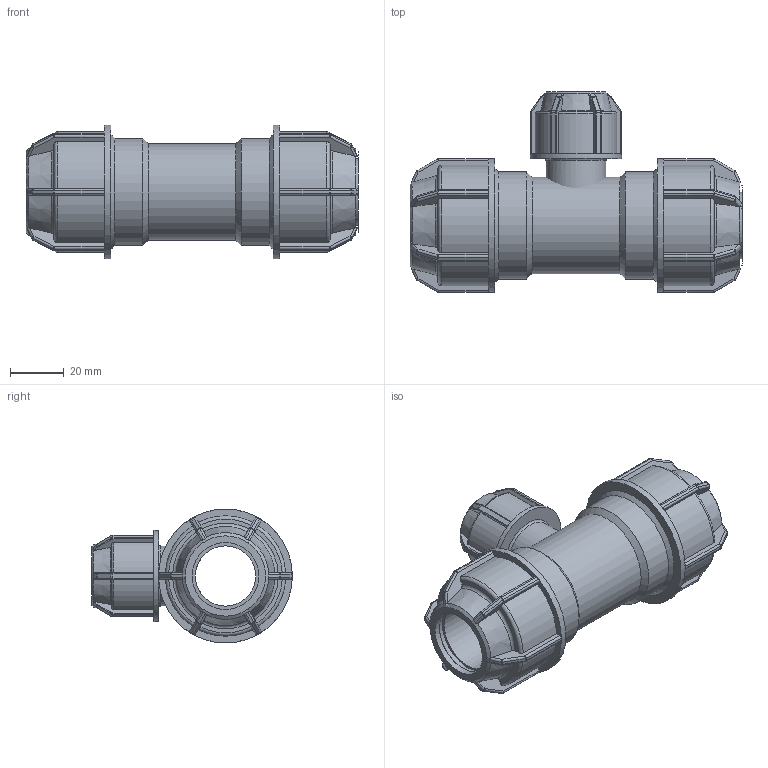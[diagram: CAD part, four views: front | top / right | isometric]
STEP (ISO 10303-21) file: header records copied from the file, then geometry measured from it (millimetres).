
FILE_DESCRIPTION(/* description */ ('PLASSON L.14 TEE REDUCER (SILVER) 25-16-25'),/* implementation_level */ '2;1');
FILE_NAME(/* name */ '143400025016.ipt.stp',/* time_stamp */ '2018-04-09T13:05:12+03:00',/* author */ ('KIM'),/* organization */ (''),/* preprocessor_version */ 'ST-DEVELOPER v15.6',/* originating_system */ 'Autodesk Inventor 2015',/* authorisation */ '');
FILE_SCHEMA (('AUTOMOTIVE_DESIGN { 1 0 10303 214 3 1 1 }'));
Length unit declared in the file: millimetre
Products named in the file (1): 143400025016
Bounding box: 124 x 75 x 50 mm (x, y, z)
Volume: 119669.9 mm3; surface area: 37835.1 mm2
Topology: 2 solids, 2 shells, 602 faces, 1456 edges, 845 vertices
Faces by surface type: plane 288, cylinder 179, torus 67, sphere 48, cone 20
Full cylindrical faces by diameter (mm): 11.2 x2, 13.6 x1, 16 x1, 22.4 x1, 22.5 x1, 25 x4, 34 x1, 36 x1, 40 x2, 50 x2
Entity records: 17783 total; most frequent: CARTESIAN_POINT 4617, DIRECTION 2788, ORIENTED_EDGE 2718, EDGE_CURVE 1359, AXIS2_PLACEMENT_3D 1124, VERTEX_POINT 807, EDGE_LOOP 642, FACE_OUTER_BOUND 596
